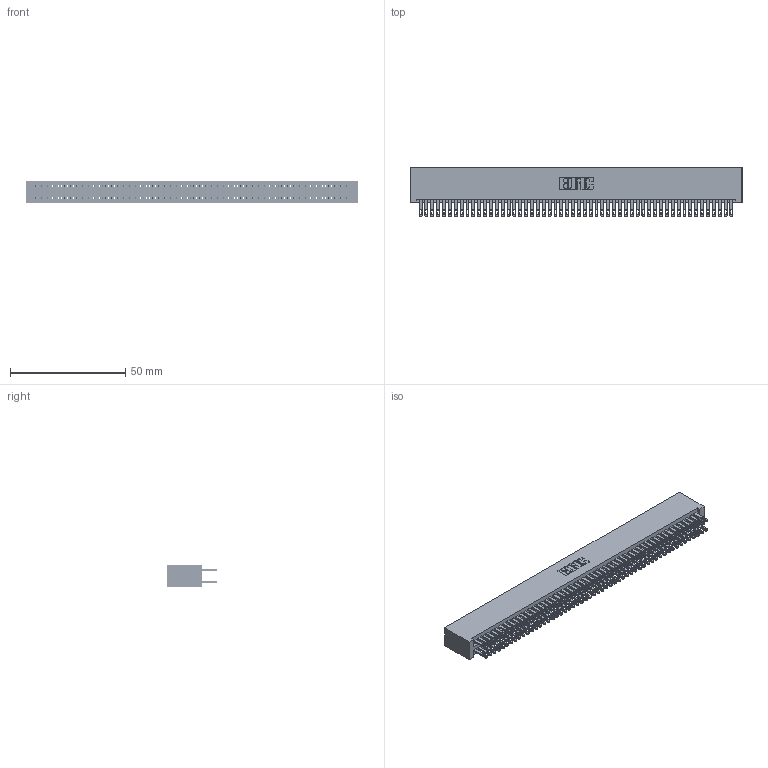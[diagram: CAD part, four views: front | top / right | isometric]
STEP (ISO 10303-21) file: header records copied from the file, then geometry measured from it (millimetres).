
FILE_DESCRIPTION (( 'STEP AP203' ), '1' );
FILE_NAME ('345-108-500-201.STEP', '2019-11-03T18:36:43', ( '' ), ( '' ), 'SwSTEP 2.0', 'SolidWorks 2016', '' );
FILE_SCHEMA (( 'CONFIG_CONTROL_DESIGN' ));
Length unit declared in the file: inch
Products named in the file (3): 345-108-500-201; 345 Part_No Mounting Lugs; 345-292-001_345-293-100
Assembly tree (109 placements, depth 2):
  345-108-500-201
    345 Part_No Mounting Lugs
    345-292-001_345-293-100  x108
Bounding box: 143.76 x 21.51 x 9.4 mm (x, y, z)
Volume: 15022.7 mm3; surface area: 23843.3 mm2
Topology: 109 solids, 109 shells, 5086 faces, 15545 edges, 10362 vertices
Faces by surface type: plane 2992, cylinder 2094
Entity records: 40407 total; most frequent: CARTESIAN_POINT 6760, ORIENTED_EDGE 6694, DIRECTION 5943, EDGE_CURVE 3347, LINE 3003, VECTOR 3003, VERTEX_POINT 2230, AXIS2_PLACEMENT_3D 1470
